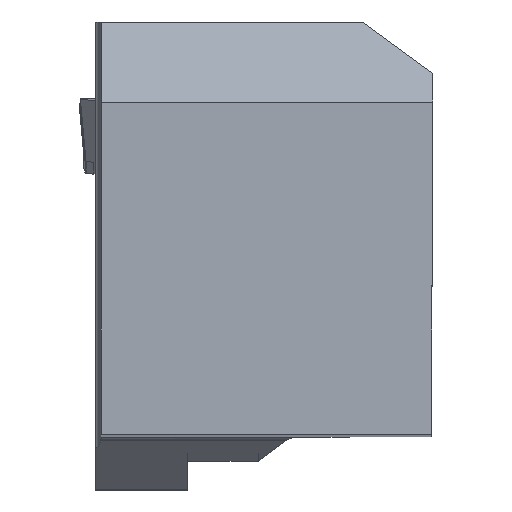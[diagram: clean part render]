
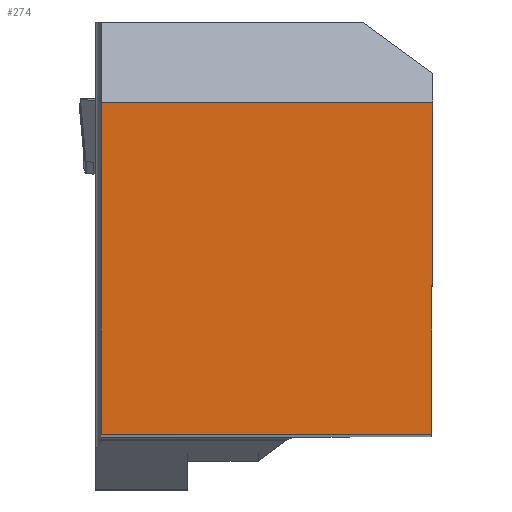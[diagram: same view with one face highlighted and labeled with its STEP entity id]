
A CAD part, top view. The second image highlights one B-rep face of the part: STEP entity #274.
In plain terms, the highlighted planar face has unit normal (0, 0, 1).
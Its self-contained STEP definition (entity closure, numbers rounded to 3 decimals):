
#274=ADVANCED_FACE('BLANK_BOXF006',(#393),#353,.T.);
#353=PLANE('',#1643);
#393=FACE_OUTER_BOUND('',#473,.T.);
#473=EDGE_LOOP('',(#622,#623,#624,#625));
#622=ORIENTED_EDGE('',*,*,#1195,.F.);
#623=ORIENTED_EDGE('',*,*,#1196,.F.);
#624=ORIENTED_EDGE('',*,*,#1193,.T.);
#625=ORIENTED_EDGE('',*,*,#1157,.T.);
#1003=VERTEX_POINT('',#2022);
#1006=VERTEX_POINT('',#2028);
#1034=VERTEX_POINT('',#2165);
#1035=VERTEX_POINT('',#2169);
#1157=EDGE_CURVE('',#1003,#1006,#1380,.T.);
#1193=EDGE_CURVE('',#1034,#1003,#1395,.T.);
#1195=EDGE_CURVE('',#1035,#1006,#1397,.T.);
#1196=EDGE_CURVE('',#1034,#1035,#1398,.T.);
#1380=LINE('',#2029,#1482);
#1395=LINE('',#2164,#1497);
#1397=LINE('',#2168,#1499);
#1398=LINE('',#2170,#1500);
#1482=VECTOR('',#1745,1.);
#1497=VECTOR('',#1778,1.);
#1499=VECTOR('',#1782,1.);
#1500=VECTOR('',#1783,1.);
#1643=AXIS2_PLACEMENT_3D('',#2171,#1784,#1785);
#1745=DIRECTION('',(0.004,1.,0.));
#1778=DIRECTION('',(1.,0.,0.));
#1782=DIRECTION('',(1.,0.,0.));
#1783=DIRECTION('',(0.,1.,0.));
#1784=DIRECTION('',(0.,0.,1.));
#1785=DIRECTION('',(-1.,0.,0.));
#2022=CARTESIAN_POINT('',(-0.174,0.,0.));
#2028=CARTESIAN_POINT('',(0.,39.85,0.));
#2029=CARTESIAN_POINT('',(0.262,99.825,0.));
#2164=CARTESIAN_POINT('',(-139.85,0.,0.));
#2165=CARTESIAN_POINT('',(-39.85,0.,0.));
#2168=CARTESIAN_POINT('',(-139.85,39.85,0.));
#2169=CARTESIAN_POINT('',(-39.85,39.85,0.));
#2170=CARTESIAN_POINT('',(-39.85,100.,0.));
#2171=CARTESIAN_POINT('',(-39.85,100.,0.));
